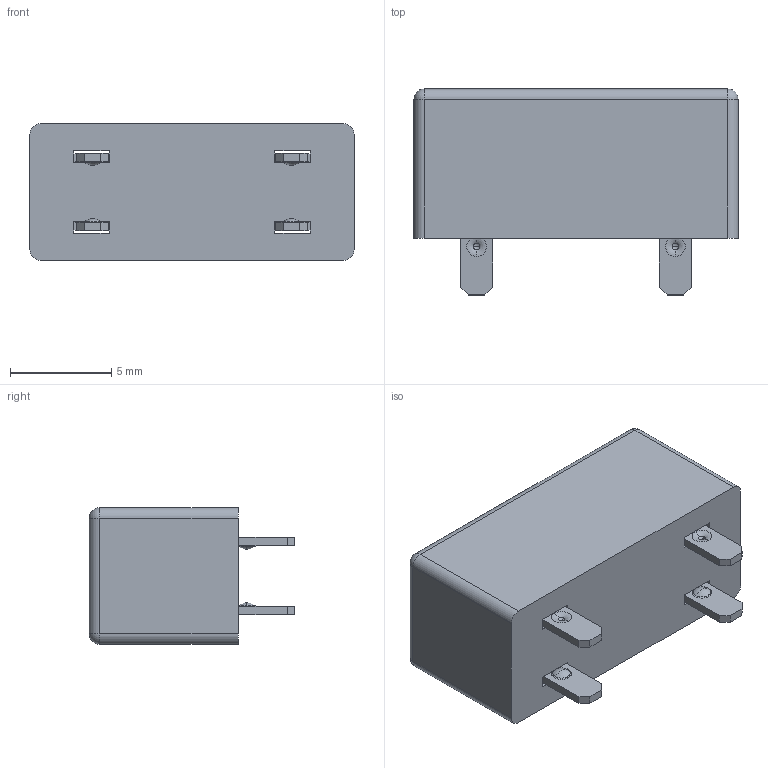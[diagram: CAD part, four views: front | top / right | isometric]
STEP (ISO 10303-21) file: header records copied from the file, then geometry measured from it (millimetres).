
FILE_DESCRIPTION (( 'STEP AP203' ), '1' );
FILE_NAME ('3568.STEP', '2016-10-04T16:43:42', ( '' ), ( '' ), 'SwSTEP 2.0', 'SolidWorks 2013', '' );
FILE_SCHEMA (( 'CONFIG_CONTROL_DESIGN' ));
Length unit declared in the file: millimetre
Products named in the file (3): F3568-1; 3557_rev.C; 3568
Assembly tree (3 placements, depth 2):
  3568
    F3568-1
    3557_rev.C  x2
Bounding box: 16 x 10.16 x 6.73 mm (x, y, z)
Volume: 612.5 mm3; surface area: 1274.3 mm2
Topology: 3 solids, 3 shells, 282 faces, 716 edges, 444 vertices
Faces by surface type: plane 204, cylinder 42, sphere 20, torus 16
Entity records: 5461 total; most frequent: CARTESIAN_POINT 905, ORIENTED_EDGE 880, DIRECTION 880, EDGE_CURVE 440, VECTOR 346, LINE 346, VERTEX_POINT 276, AXIS2_PLACEMENT_3D 267
